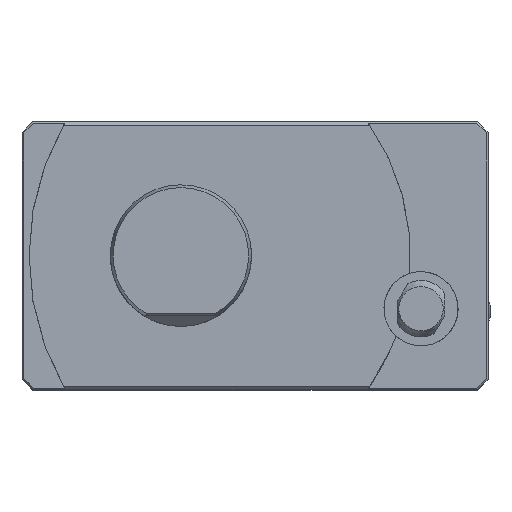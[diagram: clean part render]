
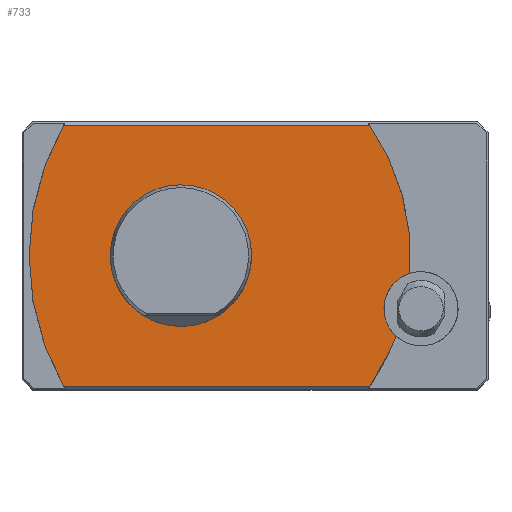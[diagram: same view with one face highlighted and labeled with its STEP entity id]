
A CAD part, top view. The second image highlights one B-rep face of the part: STEP entity #733.
In plain terms, the highlighted planar face has unit normal (0, 0, 1).
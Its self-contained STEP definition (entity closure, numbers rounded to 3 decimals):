
#168=LINE('',#3783,#339);
#169=LINE('',#3787,#340);
#339=VECTOR('',#2858,1.);
#340=VECTOR('',#2861,1.);
#501=PLANE('',#2416);
#733=ADVANCED_FACE('',(#886,#887),#501,.T.);
#886=FACE_BOUND('',#1009,.T.);
#887=FACE_BOUND('',#1010,.T.);
#1009=EDGE_LOOP('',(#1338));
#1010=EDGE_LOOP('',(#1339,#1340,#1341,#1342,#1343,#1344));
#1338=ORIENTED_EDGE('',*,*,#2033,.F.);
#1339=ORIENTED_EDGE('',*,*,#2034,.T.);
#1340=ORIENTED_EDGE('',*,*,#2035,.F.);
#1341=ORIENTED_EDGE('',*,*,#2036,.T.);
#1342=ORIENTED_EDGE('',*,*,#2037,.F.);
#1343=ORIENTED_EDGE('',*,*,#2038,.T.);
#1344=ORIENTED_EDGE('',*,*,#2039,.F.);
#1793=VERTEX_POINT('',#3777);
#1794=VERTEX_POINT('',#3779);
#1795=VERTEX_POINT('',#3780);
#1796=VERTEX_POINT('',#3782);
#1797=VERTEX_POINT('',#3784);
#1798=VERTEX_POINT('',#3786);
#1799=VERTEX_POINT('',#3788);
#2033=EDGE_CURVE('',#1793,#1793,#2248,.T.);
#2034=EDGE_CURVE('',#1794,#1795,#2249,.T.);
#2035=EDGE_CURVE('',#1796,#1795,#2250,.T.);
#2036=EDGE_CURVE('',#1796,#1797,#168,.T.);
#2037=EDGE_CURVE('',#1798,#1797,#2251,.T.);
#2038=EDGE_CURVE('',#1798,#1799,#169,.T.);
#2039=EDGE_CURVE('',#1794,#1799,#2252,.T.);
#2248=CIRCLE('',#2411,19.634);
#2249=CIRCLE('',#2412,10.5);
#2250=CIRCLE('',#2413,65.);
#2251=CIRCLE('',#2414,75.);
#2252=CIRCLE('',#2415,65.);
#2411=AXIS2_PLACEMENT_3D('',#3776,#2852,#2853);
#2412=AXIS2_PLACEMENT_3D('',#3778,#2854,#2855);
#2413=AXIS2_PLACEMENT_3D('',#3781,#2856,#2857);
#2414=AXIS2_PLACEMENT_3D('',#3785,#2859,#2860);
#2415=AXIS2_PLACEMENT_3D('',#3789,#2862,#2863);
#2416=AXIS2_PLACEMENT_3D('',#3790,#2864,#2865);
#2852=DIRECTION('',(0.,0.,1.));
#2853=DIRECTION('',(1.,0.,0.));
#2854=DIRECTION('',(0.,0.,-1.));
#2855=DIRECTION('',(-1.,0.,0.));
#2856=DIRECTION('',(0.,0.,-1.));
#2857=DIRECTION('',(-1.,0.,0.));
#2858=DIRECTION('',(-1.,0.,0.));
#2859=DIRECTION('',(0.,0.,-1.));
#2860=DIRECTION('',(-1.,0.,0.));
#2861=DIRECTION('',(1.,0.,0.));
#2862=DIRECTION('',(0.,0.,-1.));
#2863=DIRECTION('',(-1.,0.,0.));
#2864=DIRECTION('',(0.,0.,1.));
#2865=DIRECTION('',(1.,0.,0.));
#3776=CARTESIAN_POINT('',(0.,0.,0.));
#3777=CARTESIAN_POINT('',(19.634,0.,0.));
#3778=CARTESIAN_POINT('',(68.,-15.,0.));
#3779=CARTESIAN_POINT('',(60.896,-22.732,0.));
#3780=CARTESIAN_POINT('',(64.808,-4.997,0.));
#3781=CARTESIAN_POINT('',(0.,0.,0.));
#3782=CARTESIAN_POINT('',(53.442,37.,0.));
#3783=CARTESIAN_POINT('',(87.,37.,0.));
#3784=CARTESIAN_POINT('',(-33.238,37.,0.));
#3785=CARTESIAN_POINT('',(32.,0.,0.));
#3786=CARTESIAN_POINT('',(-33.238,-37.,0.));
#3787=CARTESIAN_POINT('',(87.,-37.,0.));
#3788=CARTESIAN_POINT('',(53.442,-37.,0.));
#3789=CARTESIAN_POINT('',(0.,0.,0.));
#3790=CARTESIAN_POINT('',(87.,38.,0.));
